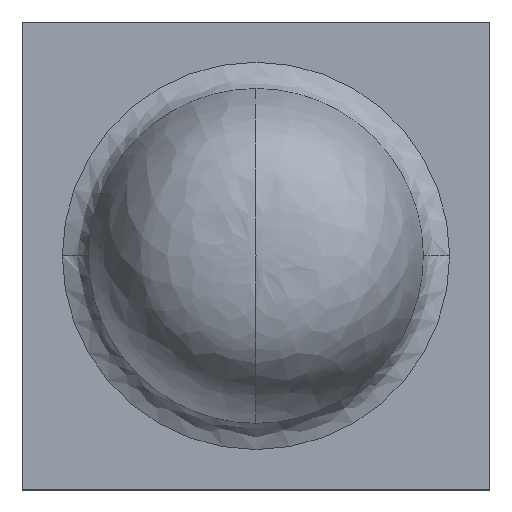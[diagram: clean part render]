
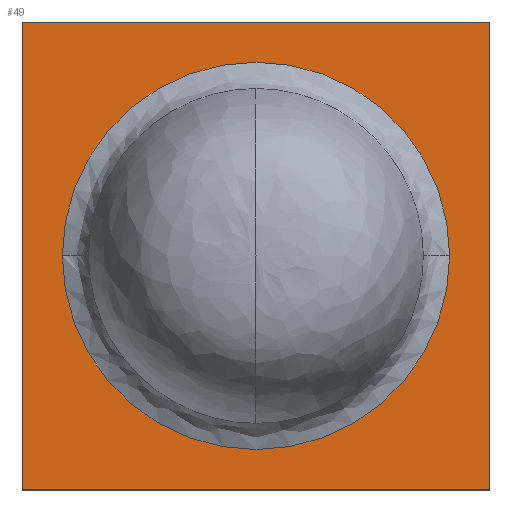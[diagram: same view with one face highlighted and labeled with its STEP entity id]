
A CAD part, top view. The second image highlights one B-rep face of the part: STEP entity #49.
In plain terms, the highlighted planar face has unit normal (0, 0, 1).
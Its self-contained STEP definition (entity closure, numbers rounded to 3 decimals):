
#49=ADVANCED_FACE('',(#94,#95),#96,.T.);
#94=FACE_OUTER_BOUND('',#246,.T.);
#95=FACE_BOUND('',#247,.T.);
#96=PLANE('',#248);
#246=EDGE_LOOP('',(#361,#362,#363,#364));
#247=EDGE_LOOP('',(#365,#366));
#248=AXIS2_PLACEMENT_3D('',#367,#368,#369);
#361=ORIENTED_EDGE('',*,*,#680,.T.);
#362=ORIENTED_EDGE('',*,*,#681,.T.);
#363=ORIENTED_EDGE('',*,*,#682,.T.);
#364=ORIENTED_EDGE('',*,*,#683,.T.);
#365=ORIENTED_EDGE('',*,*,#677,.T.);
#366=ORIENTED_EDGE('',*,*,#684,.T.);
#367=CARTESIAN_POINT('',(-1.504,-1.507,0.74));
#368=DIRECTION('',(0.0,0.0,1.0));
#369=DIRECTION('',(1.0,0.0,0.0));
#677=EDGE_CURVE('',#788,#789,#790,.T.);
#680=EDGE_CURVE('',#793,#794,#795,.T.);
#681=EDGE_CURVE('',#794,#796,#797,.T.);
#682=EDGE_CURVE('',#796,#798,#799,.T.);
#683=EDGE_CURVE('',#798,#793,#800,.T.);
#684=EDGE_CURVE('',#789,#788,#801,.T.);
#788=VERTEX_POINT('',#983);
#789=VERTEX_POINT('',#984);
#790=CIRCLE('',#985,1.242);
#793=VERTEX_POINT('',#988);
#794=VERTEX_POINT('',#989);
#795=LINE('',#990,#991);
#796=VERTEX_POINT('',#992);
#797=LINE('',#993,#994);
#798=VERTEX_POINT('',#995);
#799=LINE('',#996,#997);
#800=LINE('',#998,#999);
#801=CIRCLE('',#1000,1.242);
#983=CARTESIAN_POINT('',(1.238,-0.007,0.74));
#984=CARTESIAN_POINT('',(-1.246,-0.007,0.74));
#985=AXIS2_PLACEMENT_3D('',#1227,#1228,#1229);
#988=CARTESIAN_POINT('',(1.496,-1.507,0.74));
#989=CARTESIAN_POINT('',(1.496,1.493,0.74));
#990=CARTESIAN_POINT('',(1.496,-0.007,0.74));
#991=VECTOR('',#1236,1000.0);
#992=CARTESIAN_POINT('',(-1.504,1.493,0.74));
#993=CARTESIAN_POINT('',(-0.004,1.493,0.74));
#994=VECTOR('',#1237,1000.0);
#995=CARTESIAN_POINT('',(-1.504,-1.507,0.74));
#996=CARTESIAN_POINT('',(-1.504,-0.007,0.74));
#997=VECTOR('',#1238,1000.0);
#998=CARTESIAN_POINT('',(-0.004,-1.507,0.74));
#999=VECTOR('',#1239,1000.0);
#1000=AXIS2_PLACEMENT_3D('',#1240,#1241,#1242);
#1227=CARTESIAN_POINT('',(-0.004,-0.007,0.74));
#1228=DIRECTION('',(0.0,0.0,-1.0));
#1229=DIRECTION('',(1.0,0.,0.0));
#1236=DIRECTION('',(0.0,1.0,0.0));
#1237=DIRECTION('',(-1.0,-0.0,-0.0));
#1238=DIRECTION('',(-0.0,-1.0,-0.0));
#1239=DIRECTION('',(1.0,0.0,0.0));
#1240=CARTESIAN_POINT('',(-0.004,-0.007,0.74));
#1241=DIRECTION('',(0.0,0.0,-1.0));
#1242=DIRECTION('',(-1.0,0.,0.0));
